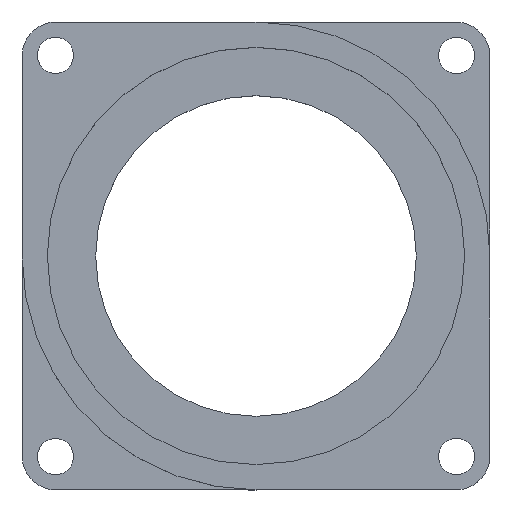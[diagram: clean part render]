
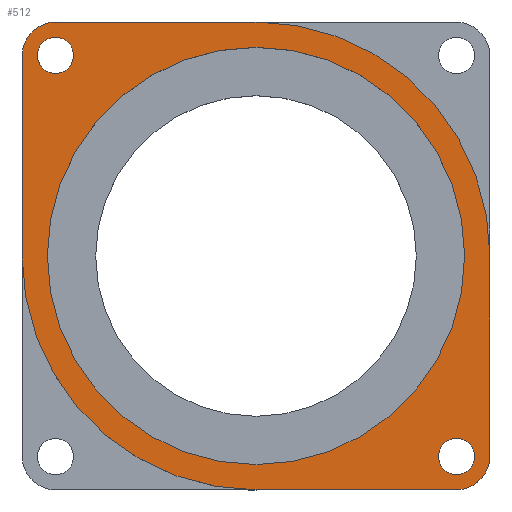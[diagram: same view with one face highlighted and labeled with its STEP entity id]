
A CAD part, top view. The second image highlights one B-rep face of the part: STEP entity #512.
In plain terms, the highlighted planar face has unit normal (0, 0, 1).
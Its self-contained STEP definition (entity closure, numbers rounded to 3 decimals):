
#37=FACE_BOUND('',#105,.T.);
#38=FACE_BOUND('',#106,.T.);
#39=FACE_BOUND('',#107,.T.);
#69=FACE_OUTER_BOUND('',#104,.T.);
#104=EDGE_LOOP('',(#451,#452,#453,#454,#455,#456,#457,#458));
#105=EDGE_LOOP('',(#459));
#106=EDGE_LOOP('',(#460));
#107=EDGE_LOOP('',(#461));
#118=LINE('',#778,#157);
#122=LINE('',#787,#161);
#125=LINE('',#795,#164);
#128=LINE('',#803,#167);
#157=VECTOR('',#620,10.);
#161=VECTOR('',#630,10.);
#164=VECTOR('',#639,10.);
#167=VECTOR('',#648,10.);
#197=CIRCLE('',#537,2.15);
#198=CIRCLE('',#539,2.15);
#199=CIRCLE('',#542,4.);
#200=CIRCLE('',#545,27.725);
#201=CIRCLE('',#548,4.);
#202=CIRCLE('',#551,27.725);
#219=CIRCLE('',#582,24.725);
#231=VERTEX_POINT('',#768);
#232=VERTEX_POINT('',#772);
#233=VERTEX_POINT('',#776);
#234=VERTEX_POINT('',#777);
#235=VERTEX_POINT('',#782);
#236=VERTEX_POINT('',#786);
#237=VERTEX_POINT('',#790);
#238=VERTEX_POINT('',#794);
#239=VERTEX_POINT('',#798);
#240=VERTEX_POINT('',#802);
#265=VERTEX_POINT('',#880);
#278=EDGE_CURVE('',#231,#231,#197,.T.);
#280=EDGE_CURVE('',#232,#232,#198,.T.);
#281=EDGE_CURVE('',#233,#234,#118,.T.);
#284=EDGE_CURVE('',#233,#235,#199,.T.);
#286=EDGE_CURVE('',#236,#235,#122,.T.);
#288=EDGE_CURVE('',#236,#237,#200,.T.);
#290=EDGE_CURVE('',#238,#237,#125,.T.);
#292=EDGE_CURVE('',#238,#239,#201,.T.);
#294=EDGE_CURVE('',#240,#239,#128,.T.);
#296=EDGE_CURVE('',#240,#234,#202,.T.);
#332=EDGE_CURVE('',#265,#265,#219,.T.);
#451=ORIENTED_EDGE('',*,*,#296,.T.);
#452=ORIENTED_EDGE('',*,*,#281,.F.);
#453=ORIENTED_EDGE('',*,*,#284,.T.);
#454=ORIENTED_EDGE('',*,*,#286,.F.);
#455=ORIENTED_EDGE('',*,*,#288,.T.);
#456=ORIENTED_EDGE('',*,*,#290,.F.);
#457=ORIENTED_EDGE('',*,*,#292,.T.);
#458=ORIENTED_EDGE('',*,*,#294,.F.);
#459=ORIENTED_EDGE('',*,*,#280,.F.);
#460=ORIENTED_EDGE('',*,*,#278,.F.);
#461=ORIENTED_EDGE('',*,*,#332,.T.);
#484=PLANE('',#584);
#512=ADVANCED_FACE('',(#69,#37,#38,#39),#484,.T.);
#537=AXIS2_PLACEMENT_3D('',#770,#611,#612);
#539=AXIS2_PLACEMENT_3D('',#774,#616,#617);
#542=AXIS2_PLACEMENT_3D('',#783,#625,#626);
#545=AXIS2_PLACEMENT_3D('',#791,#634,#635);
#548=AXIS2_PLACEMENT_3D('',#799,#643,#644);
#551=AXIS2_PLACEMENT_3D('',#806,#652,#653);
#582=AXIS2_PLACEMENT_3D('',#881,#733,#734);
#584=AXIS2_PLACEMENT_3D('',#885,#739,#740);
#611=DIRECTION('center_axis',(0.,0.,
1.));
#612=DIRECTION('ref_axis',(-1.,0.,0.));
#616=DIRECTION('center_axis',(0.,0.,
1.));
#617=DIRECTION('ref_axis',(-1.,0.,0.));
#620=DIRECTION('',(1.,0.,0.));
#625=DIRECTION('center_axis',(0.,0.,
1.));
#626=DIRECTION('ref_axis',(0.,1.,0.));
#630=DIRECTION('',(0.,1.,0.));
#634=DIRECTION('center_axis',(0.,0.,
1.));
#635=DIRECTION('ref_axis',(-1.,0.,0.));
#639=DIRECTION('',(-1.,0.,0.));
#643=DIRECTION('center_axis',(0.,0.,
1.));
#644=DIRECTION('ref_axis',(0.,-1.,0.));
#648=DIRECTION('',(0.,-1.,0.));
#652=DIRECTION('center_axis',(0.,0.,
1.));
#653=DIRECTION('ref_axis',(1.,0.,0.));
#733=DIRECTION('center_axis',(0.,0.,
-1.));
#734=DIRECTION('ref_axis',(-1.,0.,0.));
#739=DIRECTION('center_axis',(0.,0.,
1.));
#740=DIRECTION('ref_axis',(-1.,0.,0.));
#768=CARTESIAN_POINT('',(-134.8,22.342,12.952));
#770=CARTESIAN_POINT('Origin',(-136.95,22.342,12.952));
#772=CARTESIAN_POINT('',(-182.35,69.892,12.952));
#774=CARTESIAN_POINT('Origin',(-184.5,69.892,12.952));
#776=CARTESIAN_POINT('',(-184.45,73.842,12.952));
#777=CARTESIAN_POINT('',(-160.725,73.842,12.952));
#778=CARTESIAN_POINT('',(-184.45,73.842,12.952));
#782=CARTESIAN_POINT('',(-188.45,69.842,12.952));
#783=CARTESIAN_POINT('Origin',(-184.45,69.842,12.952));
#786=CARTESIAN_POINT('',(-188.45,46.117,12.952));
#787=CARTESIAN_POINT('',(-188.45,46.117,12.952));
#790=CARTESIAN_POINT('',(-160.725,18.392,12.952));
#791=CARTESIAN_POINT('Origin',(-160.725,46.117,12.952));
#794=CARTESIAN_POINT('',(-137.,18.392,12.952));
#795=CARTESIAN_POINT('',(-137.,18.392,12.952));
#798=CARTESIAN_POINT('',(-133.,22.392,12.952));
#799=CARTESIAN_POINT('Origin',(-137.,22.392,12.952));
#802=CARTESIAN_POINT('',(-133.,46.117,12.952));
#803=CARTESIAN_POINT('',(-133.,46.117,12.952));
#806=CARTESIAN_POINT('Origin',(-160.725,46.117,12.952));
#880=CARTESIAN_POINT('',(-136.,46.117,12.952));
#881=CARTESIAN_POINT('Origin',(-160.725,46.117,12.952));
#885=CARTESIAN_POINT('Origin',(-160.725,46.117,12.952));
